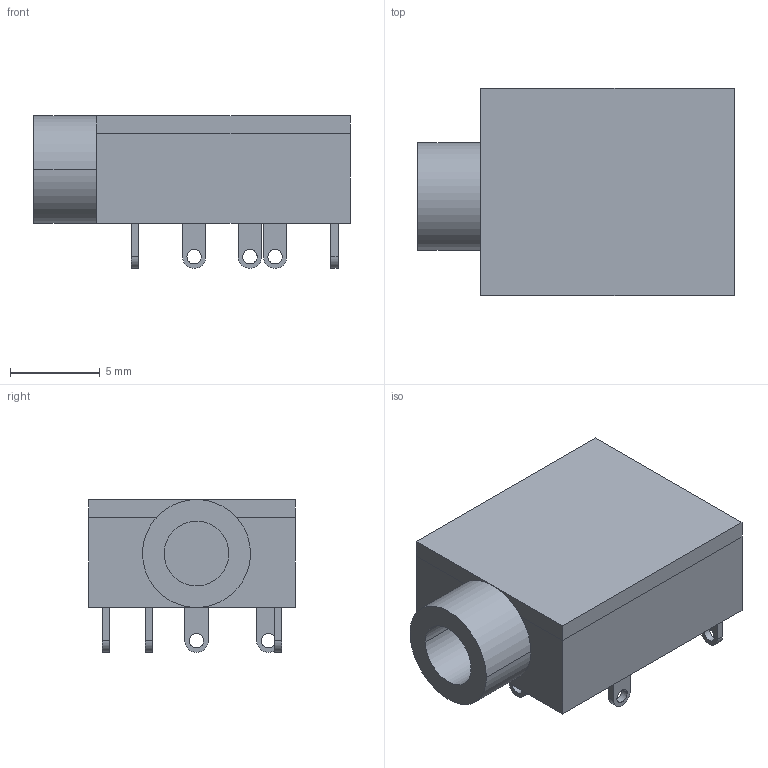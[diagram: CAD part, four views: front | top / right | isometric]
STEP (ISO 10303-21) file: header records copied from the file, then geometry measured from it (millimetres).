
FILE_DESCRIPTION(/* description */ (''),/* implementation_level */ '2;1');
FILE_NAME(/* name */ 'MJ352W-O_',/* time_stamp */ '2023-10-01T16:01:43+09:00',/* author */ (''),/* organization */ (''),/* preprocessor_version */ 'ST-DEVELOPER v16.5',/* originating_system */ 'Rhino 7.24',/* authorisation */ '');
FILE_SCHEMA (('CONFIG_CONTROL_DESIGN'));
Length unit declared in the file: millimetre
Products named in the file (1): Document
Bounding box: 17.6 x 11.5 x 8.5 mm (x, y, z)
Volume: 1041.4 mm3; surface area: 1142.4 mm2
Topology: 8 solids, 8 shells, 58 faces, 126 edges, 84 vertices
Faces by surface type: plane 39, cylinder 19
Entity records: 1504 total; most frequent: CARTESIAN_POINT 540, ORIENTED_EDGE 252, EDGE_CURVE 126, VERTEX_POINT 84, EDGE_LOOP 70, DIRECTION 62, AXIS2_PLACEMENT_3D 60, ADVANCED_FACE 58
